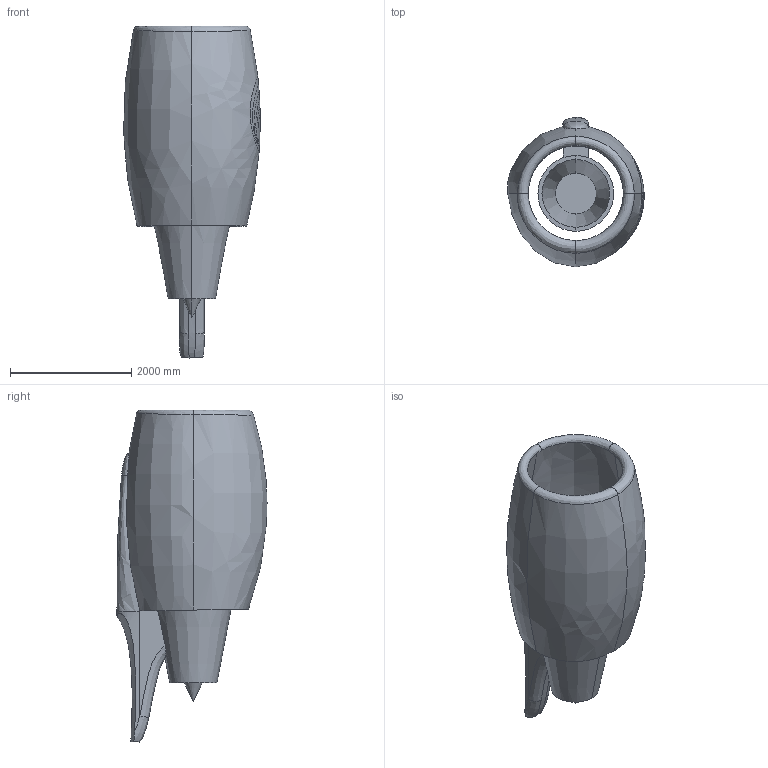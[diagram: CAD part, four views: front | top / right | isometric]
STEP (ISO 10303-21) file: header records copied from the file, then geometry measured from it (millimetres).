
FILE_DESCRIPTION(('FreeCAD Model'),'2;1');
FILE_NAME('reactor1.step', '2020-07-16T14:25:52',('Author'),(''), 'Open CASCADE STEP processor 7.3','FreeCAD','Unknown');
FILE_SCHEMA(('AUTOMOTIVE_DESIGN { 1 0 10303 214 1 1 1 1 }'));
Length unit declared in the file: millimetre
Products named in the file (1): SOLID
Bounding box: 2253.29 x 2478.41 x 5483.24 mm (x, y, z)
Volume: 2279799779.7 mm3; surface area: 57983827.3 mm2
Topology: 1 solids, 1 shells, 57 faces, 156 edges, 98 vertices
Faces by surface type: bspline 43, cone 8, plane 4, extrusion 2
Entity records: 14785 total; most frequent: CARTESIAN_POINT 12152, B_SPLINE_CURVE_WITH_KNOTS 384, ORIENTED_EDGE 306, PCURVE 306, DEFINITIONAL_REPRESENTATION 306, EDGE_CURVE 153, SURFACE_CURVE 153, DIRECTION 117
